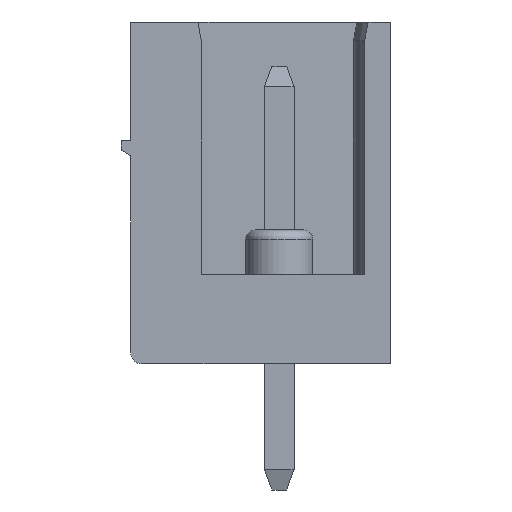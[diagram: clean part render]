
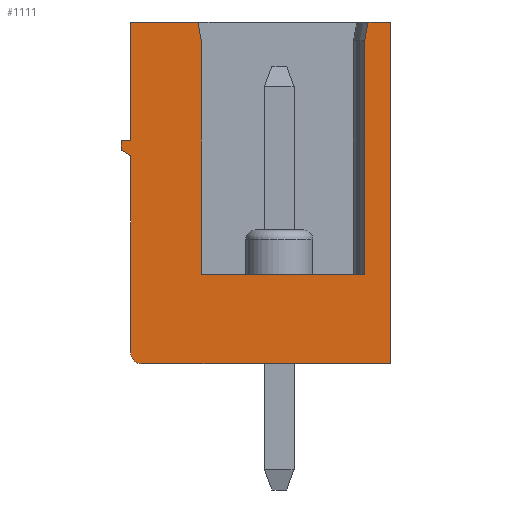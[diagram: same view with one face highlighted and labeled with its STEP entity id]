
A CAD part, left-side view. The second image highlights one B-rep face of the part: STEP entity #1111.
In plain terms, the highlighted planar face has unit normal (-1, 0, 0).
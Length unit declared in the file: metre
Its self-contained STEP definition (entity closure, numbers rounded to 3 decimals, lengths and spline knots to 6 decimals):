
#1111=ADVANCED_FACE('',(#2303),#2304,.F.);
#2303=FACE_OUTER_BOUND('',#3553,.T.);
#2304=PLANE('',#3554);
#3553=EDGE_LOOP('',(#6875,#6876,#6877,#6878,#6879,#6880,#6881,#6882,#6883,#6884,#6885,#6886,#6887,#6888,#6889));
#3554=AXIS2_PLACEMENT_3D('',#6890,#6891,#6892);
#6875=ORIENTED_EDGE('',*,*,#7463,.T.);
#6876=ORIENTED_EDGE('',*,*,#7647,.F.);
#6877=ORIENTED_EDGE('',*,*,#7583,.F.);
#6878=ORIENTED_EDGE('',*,*,#7509,.F.);
#6879=ORIENTED_EDGE('',*,*,#8606,.T.);
#6880=ORIENTED_EDGE('',*,*,#8672,.T.);
#6881=ORIENTED_EDGE('',*,*,#8683,.F.);
#6882=ORIENTED_EDGE('',*,*,#8557,.T.);
#6883=ORIENTED_EDGE('',*,*,#8642,.F.);
#6884=ORIENTED_EDGE('',*,*,#7495,.F.);
#6885=ORIENTED_EDGE('',*,*,#7451,.F.);
#6886=ORIENTED_EDGE('',*,*,#7443,.F.);
#6887=ORIENTED_EDGE('',*,*,#7447,.F.);
#6888=ORIENTED_EDGE('',*,*,#7455,.F.);
#6889=ORIENTED_EDGE('',*,*,#7459,.F.);
#6890=CARTESIAN_POINT('',(-1.086627,0.01086,0.000933));
#6891=DIRECTION('',(1.0,0.0,0.0));
#6892=DIRECTION('',(0.0,1.0,-0.0));
#7443=EDGE_CURVE('',#8885,#8881,#8887,.T.);
#7447=EDGE_CURVE('',#8891,#8885,#8893,.T.);
#7451=EDGE_CURVE('',#8881,#8896,#8899,.T.);
#7455=EDGE_CURVE('',#8903,#8891,#8905,.T.);
#7459=EDGE_CURVE('',#8909,#8903,#8911,.T.);
#7463=EDGE_CURVE('',#8909,#8915,#8917,.F.);
#7495=EDGE_CURVE('',#8896,#8979,#8980,.T.);
#7509=EDGE_CURVE('',#9005,#8948,#9007,.T.);
#7583=EDGE_CURVE('',#8948,#9153,#9154,.T.);
#7647=EDGE_CURVE('',#9153,#8915,#9267,.T.);
#8557=EDGE_CURVE('',#10543,#10544,#10545,.T.);
#8606=EDGE_CURVE('',#9005,#10616,#10617,.T.);
#8642=EDGE_CURVE('',#8979,#10544,#10663,.T.);
#8672=EDGE_CURVE('',#10616,#10696,#10697,.T.);
#8683=EDGE_CURVE('',#10543,#10696,#10708,.T.);
#8881=VERTEX_POINT('',#10981);
#8885=VERTEX_POINT('',#10987);
#8887=LINE('',#10990,#10991);
#8891=VERTEX_POINT('',#10996);
#8893=LINE('',#10999,#11000);
#8896=VERTEX_POINT('',#11003);
#8899=LINE('',#11008,#11009);
#8903=VERTEX_POINT('',#11014);
#8905=LINE('',#11017,#11018);
#8909=VERTEX_POINT('',#11023);
#8911=LINE('',#11026,#11027);
#8915=VERTEX_POINT('',#11031);
#8917=CIRCLE('',#11034,0.0003);
#8948=VERTEX_POINT('',#11078);
#8979=VERTEX_POINT('',#11124);
#8980=LINE('',#11125,#11126);
#9005=VERTEX_POINT('',#11162);
#9007=LINE('',#11165,#11166);
#9153=VERTEX_POINT('',#11378);
#9154=LINE('',#11379,#11380);
#9267=LINE('',#11552,#11553);
#10543=VERTEX_POINT('',#13446);
#10544=VERTEX_POINT('',#13447);
#10545=LINE('',#13448,#13449);
#10616=VERTEX_POINT('',#13554);
#10617=LINE('',#13555,#13556);
#10663=LINE('',#13623,#13624);
#10696=VERTEX_POINT('',#13672);
#10697=LINE('',#13673,#13674);
#10708=LINE('',#13688,#13689);
#10981=CARTESIAN_POINT('',(-1.086627,0.01086,-0.002267));
#10987=CARTESIAN_POINT('',(-1.086627,0.01111,-0.002267));
#10990=CARTESIAN_POINT('',(-1.086627,0.01086,-0.002267));
#10991=VECTOR('',#14091,1.0);
#10996=CARTESIAN_POINT('',(-1.086627,0.01111,-0.002517));
#10999=CARTESIAN_POINT('',(-1.086627,0.01111,-0.002267));
#11000=VECTOR('',#14094,1.0);
#11003=CARTESIAN_POINT('',(-1.086627,0.01086,0.000933));
#11008=CARTESIAN_POINT('',(-1.086627,0.01086,0.000933));
#11009=VECTOR('',#14097,1.0);
#11014=CARTESIAN_POINT('',(-1.086627,0.01086,-0.002667));
#11017=CARTESIAN_POINT('',(-1.086627,0.01111,-0.002517));
#11018=VECTOR('',#14100,1.0);
#11023=CARTESIAN_POINT('',(-1.086627,0.01086,-0.007967));
#11026=CARTESIAN_POINT('',(-1.086627,0.01086,-0.002667));
#11027=VECTOR('',#14103,1.0);
#11031=CARTESIAN_POINT('',(-1.086627,0.01056,-0.008267));
#11034=AXIS2_PLACEMENT_3D('',#14108,#14109,#14110);
#11078=CARTESIAN_POINT('',(-1.086627,0.00386,0.000933));
#11124=CARTESIAN_POINT('',(-1.086627,0.009048,0.000933));
#11125=CARTESIAN_POINT('',(-1.086627,0.00386,0.000933));
#11126=VECTOR('',#14145,1.0);
#11162=CARTESIAN_POINT('',(-1.086627,0.004471,0.000933));
#11165=CARTESIAN_POINT('',(-1.086627,0.00386,0.000933));
#11166=VECTOR('',#14161,1.0);
#11378=CARTESIAN_POINT('',(-1.086627,0.00386,-0.008267));
#11379=CARTESIAN_POINT('',(-1.086627,0.00386,-0.008267));
#11380=VECTOR('',#14246,1.0);
#11552=CARTESIAN_POINT('',(-1.086627,0.01056,-0.008267));
#11553=VECTOR('',#14315,1.0);
#13446=CARTESIAN_POINT('',(-1.086627,0.00896,-0.005867));
#13447=CARTESIAN_POINT('',(-1.086627,0.00896,0.000433));
#13448=CARTESIAN_POINT('',(-1.086627,0.00896,-0.005567));
#13449=VECTOR('',#14981,1.0);
#13554=CARTESIAN_POINT('',(-1.086627,0.00456,0.000433));
#13555=CARTESIAN_POINT('',(-1.086627,0.005565,-0.005267));
#13556=VECTOR('',#15019,1.0);
#13623=CARTESIAN_POINT('',(-1.086627,0.009048,0.000933));
#13624=VECTOR('',#15047,1.0);
#13672=CARTESIAN_POINT('',(-1.086627,0.00456,-0.005867));
#13673=CARTESIAN_POINT('',(-1.086627,0.00456,-0.005567));
#13674=VECTOR('',#15066,1.0);
#13688=CARTESIAN_POINT('',(-1.086627,0.00386,-0.005867));
#13689=VECTOR('',#15070,1.0);
#14091=DIRECTION('',(0.0,-1.0,0.));
#14094=DIRECTION('',(0.0,0.,1.0));
#14097=DIRECTION('',(0.0,0.,1.0));
#14100=DIRECTION('',(0.0,0.857,0.514));
#14103=DIRECTION('',(0.0,0.,1.0));
#14108=CARTESIAN_POINT('',(-1.086627,0.01056,-0.007967));
#14109=DIRECTION('',(1.0,0.0,0.0));
#14110=DIRECTION('',(0.0,0.0,-1.0));
#14145=DIRECTION('',(0.0,-1.0,0.));
#14161=DIRECTION('',(0.0,-1.0,0.));
#14246=DIRECTION('',(0.0,0.,-1.0));
#14315=DIRECTION('',(0.0,1.0,0.));
#14981=DIRECTION('',(0.0,0.,1.0));
#15019=DIRECTION('',(0.0,0.174,-0.985));
#15047=DIRECTION('',(0.0,-0.174,-0.985));
#15066=DIRECTION('',(0.0,0.,-1.0));
#15070=DIRECTION('',(0.0,-1.0,0.));
